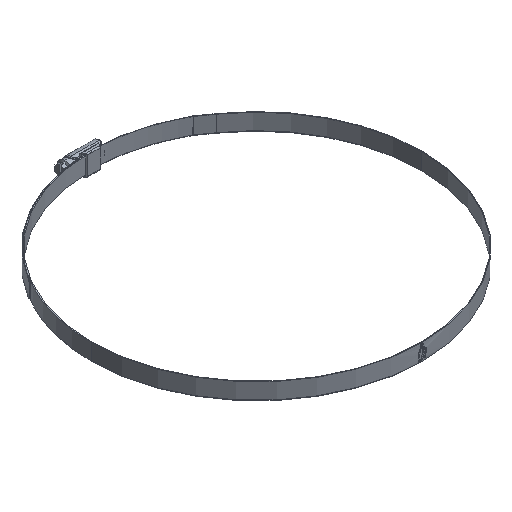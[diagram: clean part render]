
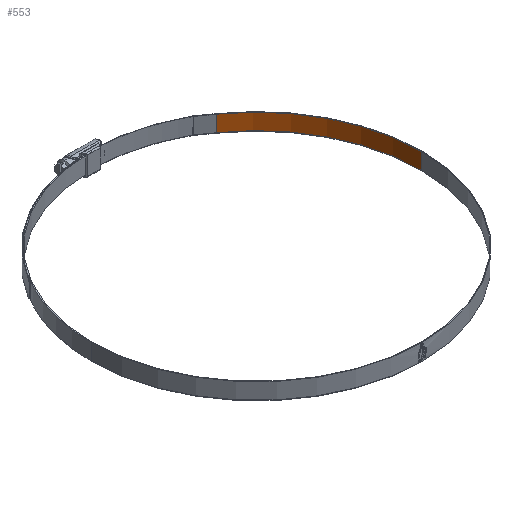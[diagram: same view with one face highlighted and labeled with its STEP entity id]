
A CAD part, isometric view. The second image highlights one B-rep face of the part: STEP entity #553.
In plain terms, the highlighted cylindrical face has radius 127 mm (diameter 254 mm), a partial arc.
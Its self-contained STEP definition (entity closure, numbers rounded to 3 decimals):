
#51 = CARTESIAN_POINT ( 'NONE',  ( 0., 0., 6.35 ) ) ;
#125 = CARTESIAN_POINT ( 'NONE',  ( 127., 0., 6.35 ) ) ;
#430 = ORIENTED_EDGE ( 'NONE', *, *, #5683, .T. ) ;
#482 = DIRECTION ( 'NONE',  ( 1., 0., 0. ) ) ;
#553 = ADVANCED_FACE ( 'NONE', ( #6887 ), #7042, .F. ) ;
#558 = DIRECTION ( 'NONE',  ( 0., 0., -1. ) ) ;
#1119 = DIRECTION ( 'NONE',  ( 1., 0., 0. ) ) ;
#1153 = DIRECTION ( 'NONE',  ( 0., 0., 1. ) ) ;
#1459 = AXIS2_PLACEMENT_3D ( 'NONE', #51, #1153, #1119 ) ;
#1528 = VERTEX_POINT ( 'NONE', #2550 ) ;
#1607 = EDGE_CURVE ( 'NONE', #3172, #5928, #4512, .T. ) ;
#1739 = DIRECTION ( 'NONE',  ( -1., 0., 0. ) ) ;
#2550 = CARTESIAN_POINT ( 'NONE',  ( 72.844, 104.032, 6.35 ) ) ;
#2795 = AXIS2_PLACEMENT_3D ( 'NONE', #5811, #5131, #1739 ) ;
#2817 = DIRECTION ( 'NONE',  ( 0., 0., -1. ) ) ;
#2858 = CARTESIAN_POINT ( 'NONE',  ( 72.844, 104.032, 6.35 ) ) ;
#2944 = CIRCLE ( 'NONE', #1459, 127. ) ;
#3004 = ORIENTED_EDGE ( 'NONE', *, *, #6677, .F. ) ;
#3091 = LINE ( 'NONE', #125, #3437 ) ;
#3172 = VERTEX_POINT ( 'NONE', #7295 ) ;
#3437 = VECTOR ( 'NONE', #558, 1000. ) ;
#4121 = EDGE_CURVE ( 'NONE', #1528, #5928, #4578, .T. ) ;
#4512 = CIRCLE ( 'NONE', #6390, 127. ) ;
#4570 = VERTEX_POINT ( 'NONE', #6580 ) ;
#4578 = LINE ( 'NONE', #2858, #7013 ) ;
#4648 = ORIENTED_EDGE ( 'NONE', *, *, #1607, .F. ) ;
#5131 = DIRECTION ( 'NONE',  ( 0., 0., -1. ) ) ;
#5182 = DIRECTION ( 'NONE',  ( 0., 0., 1. ) ) ;
#5683 = EDGE_CURVE ( 'NONE', #4570, #1528, #2944, .T. ) ;
#5811 = CARTESIAN_POINT ( 'NONE',  ( 0., 0., 6.35 ) ) ;
#5928 = VERTEX_POINT ( 'NONE', #6330 ) ;
#6244 = EDGE_LOOP ( 'NONE', ( #3004, #430, #7330, #4648 ) ) ;
#6330 = CARTESIAN_POINT ( 'NONE',  ( 72.844, 104.032, -6.35 ) ) ;
#6390 = AXIS2_PLACEMENT_3D ( 'NONE', #6889, #5182, #482 ) ;
#6580 = CARTESIAN_POINT ( 'NONE',  ( 127., 0., 6.35 ) ) ;
#6677 = EDGE_CURVE ( 'NONE', #4570, #3172, #3091, .T. ) ;
#6887 = FACE_OUTER_BOUND ( 'NONE', #6244, .T. ) ;
#6889 = CARTESIAN_POINT ( 'NONE',  ( 0., 0., -6.35 ) ) ;
#7013 = VECTOR ( 'NONE', #2817, 1000. ) ;
#7042 = CYLINDRICAL_SURFACE ( 'NONE', #2795, 127. ) ;
#7295 = CARTESIAN_POINT ( 'NONE',  ( 127., 0., -6.35 ) ) ;
#7330 = ORIENTED_EDGE ( 'NONE', *, *, #4121, .T. ) ;
